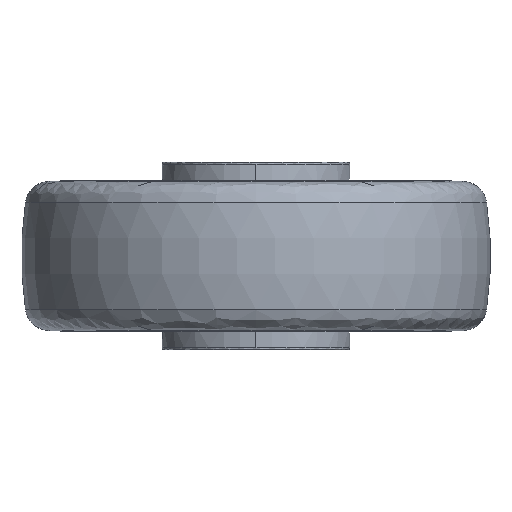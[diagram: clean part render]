
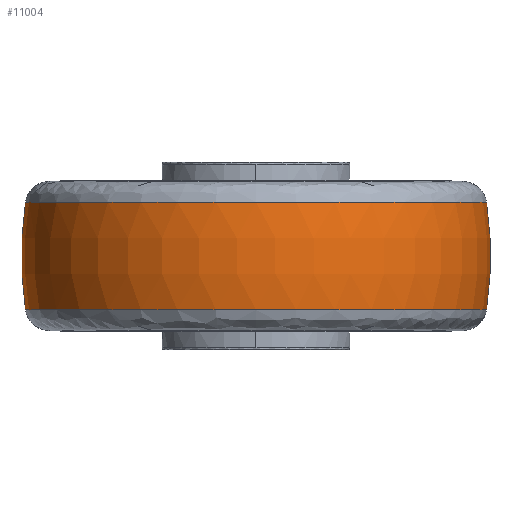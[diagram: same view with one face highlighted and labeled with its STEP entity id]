
A CAD part, front view. The second image highlights one B-rep face of the part: STEP entity #11004.
In plain terms, the highlighted toroidal (fillet/blend) face has major radius 37.5 mm and minor radius 100 mm.
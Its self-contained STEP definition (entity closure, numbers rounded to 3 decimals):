
#26 = VERTEX_POINT ( 'NONE', #9173 ) ;
#316 = CARTESIAN_POINT ( 'NONE',  ( -40.964, -6.391, 0. ) ) ;
#527 = CIRCLE ( 'NONE', #9575, 61.467 ) ;
#1455 = ORIENTED_EDGE ( 'NONE', *, *, #9155, .T. ) ;
#1708 = EDGE_CURVE ( 'NONE', #5307, #2887, #11076, .T. ) ;
#1930 = DIRECTION ( 'NONE',  ( 1., 0., 0. ) ) ;
#2358 = VERTEX_POINT ( 'NONE', #5331 ) ;
#2552 = AXIS2_PLACEMENT_3D ( 'NONE', #6460, #4439, #7376 ) ;
#2887 = VERTEX_POINT ( 'NONE', #5962 ) ;
#4337 = ORIENTED_EDGE ( 'NONE', *, *, #9487, .T. ) ;
#4399 = DIRECTION ( 'NONE',  ( -1., 0., 0. ) ) ;
#4407 = CARTESIAN_POINT ( 'NONE',  ( -78.464, -6.407, 14.337 ) ) ;
#4414 = EDGE_LOOP ( 'NONE', ( #9058, #1455, #11442, #4337 ) ) ;
#4439 = DIRECTION ( 'NONE',  ( 0., -1., 0. ) ) ;
#5307 = VERTEX_POINT ( 'NONE', #8643 ) ;
#5331 = CARTESIAN_POINT ( 'NONE',  ( -16.997, -6.381, -14.337 ) ) ;
#5651 = CIRCLE ( 'NONE', #2552, 100. ) ;
#5779 = TOROIDAL_SURFACE ( 'NONE', #10834, -37.5, 100. ) ;
#5962 = CARTESIAN_POINT ( 'NONE',  ( -139.931, -6.434, 14.337 ) ) ;
#6226 = DIRECTION ( 'NONE',  ( 0., 1., 0. ) ) ;
#6460 = CARTESIAN_POINT ( 'NONE',  ( -115.964, -6.424, 0. ) ) ;
#6974 = DIRECTION ( 'NONE',  ( 0., 0., 1. ) ) ;
#7376 = DIRECTION ( 'NONE',  ( 1., 0., 0. ) ) ;
#7744 = DIRECTION ( 'NONE',  ( 1., 0., 0. ) ) ;
#8643 = CARTESIAN_POINT ( 'NONE',  ( -139.931, -6.434, -14.337 ) ) ;
#8879 = AXIS2_PLACEMENT_3D ( 'NONE', #4407, #9947, #8887 ) ;
#8887 = DIRECTION ( 'NONE',  ( -1., 0., 0. ) ) ;
#9058 = ORIENTED_EDGE ( 'NONE', *, *, #1708, .F. ) ;
#9155 = EDGE_CURVE ( 'NONE', #5307, #2358, #527, .T. ) ;
#9173 = CARTESIAN_POINT ( 'NONE',  ( -16.997, -6.381, 14.337 ) ) ;
#9487 = EDGE_CURVE ( 'NONE', #26, #2887, #10665, .T. ) ;
#9575 = AXIS2_PLACEMENT_3D ( 'NONE', #11406, #6974, #7744 ) ;
#9947 = DIRECTION ( 'NONE',  ( 0., 0., -1. ) ) ;
#10264 = EDGE_CURVE ( 'NONE', #2358, #26, #5651, .T. ) ;
#10665 = CIRCLE ( 'NONE', #8879, 61.467 ) ;
#10834 = AXIS2_PLACEMENT_3D ( 'NONE', #11762, #10912, #1930 ) ;
#10912 = DIRECTION ( 'NONE',  ( 0., 0., 1. ) ) ;
#11004 = ADVANCED_FACE ( 'NONE', ( #11354 ), #5779, .T. ) ;
#11076 = CIRCLE ( 'NONE', #11702, 100. ) ;
#11354 = FACE_OUTER_BOUND ( 'NONE', #4414, .T. ) ;
#11406 = CARTESIAN_POINT ( 'NONE',  ( -78.464, -6.407, -14.337 ) ) ;
#11442 = ORIENTED_EDGE ( 'NONE', *, *, #10264, .T. ) ;
#11702 = AXIS2_PLACEMENT_3D ( 'NONE', #316, #6226, #4399 ) ;
#11762 = CARTESIAN_POINT ( 'NONE',  ( -78.464, -6.407, 0. ) ) ;
